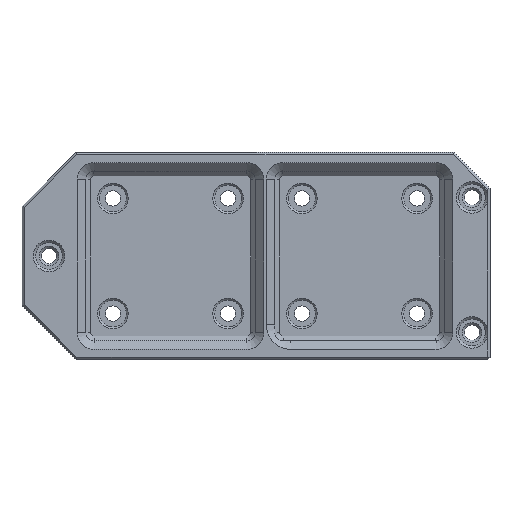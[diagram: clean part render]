
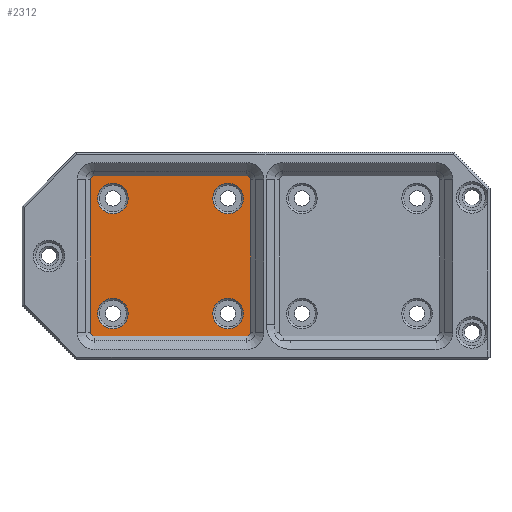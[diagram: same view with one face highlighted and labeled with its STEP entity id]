
A CAD part, top view. The second image highlights one B-rep face of the part: STEP entity #2312.
In plain terms, the highlighted planar face has unit normal (0, 0, 1).
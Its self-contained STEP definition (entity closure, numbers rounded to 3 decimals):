
#73=FACE_BOUND('',#373,.T.);
#74=FACE_BOUND('',#374,.T.);
#75=FACE_BOUND('',#375,.T.);
#76=FACE_BOUND('',#376,.T.);
#118=PLANE('',#2514);
#205=FACE_OUTER_BOUND('',#372,.T.);
#372=EDGE_LOOP('',(#1769,#1770,#1771,#1772,#1773,#1774,#1775,#1776));
#373=EDGE_LOOP('',(#1777));
#374=EDGE_LOOP('',(#1778));
#375=EDGE_LOOP('',(#1779));
#376=EDGE_LOOP('',(#1780));
#575=LINE('',#3685,#788);
#576=LINE('',#3689,#789);
#577=LINE('',#3693,#790);
#578=LINE('',#3697,#791);
#788=VECTOR('',#2942,10.);
#789=VECTOR('',#2945,10.);
#790=VECTOR('',#2948,10.);
#791=VECTOR('',#2951,10.);
#959=CIRCLE('',#2512,3.4);
#961=CIRCLE('',#2515,0.8);
#962=CIRCLE('',#2516,0.8);
#963=CIRCLE('',#2517,0.8);
#964=CIRCLE('',#2518,0.8);
#965=CIRCLE('',#2519,3.4);
#966=CIRCLE('',#2520,3.4);
#967=CIRCLE('',#2521,3.4);
#1113=VERTEX_POINT('',#3677);
#1115=VERTEX_POINT('',#3683);
#1116=VERTEX_POINT('',#3684);
#1117=VERTEX_POINT('',#3686);
#1118=VERTEX_POINT('',#3688);
#1119=VERTEX_POINT('',#3690);
#1120=VERTEX_POINT('',#3692);
#1121=VERTEX_POINT('',#3694);
#1122=VERTEX_POINT('',#3696);
#1123=VERTEX_POINT('',#3699);
#1124=VERTEX_POINT('',#3701);
#1125=VERTEX_POINT('',#3703);
#1348=EDGE_CURVE('',#1113,#1113,#959,.T.);
#1351=EDGE_CURVE('',#1115,#1116,#575,.T.);
#1352=EDGE_CURVE('',#1117,#1115,#961,.T.);
#1353=EDGE_CURVE('',#1118,#1117,#576,.T.);
#1354=EDGE_CURVE('',#1119,#1118,#962,.T.);
#1355=EDGE_CURVE('',#1120,#1119,#577,.T.);
#1356=EDGE_CURVE('',#1121,#1120,#963,.T.);
#1357=EDGE_CURVE('',#1122,#1121,#578,.T.);
#1358=EDGE_CURVE('',#1116,#1122,#964,.T.);
#1359=EDGE_CURVE('',#1123,#1123,#965,.T.);
#1360=EDGE_CURVE('',#1124,#1124,#966,.T.);
#1361=EDGE_CURVE('',#1125,#1125,#967,.T.);
#1769=ORIENTED_EDGE('',*,*,#1351,.F.);
#1770=ORIENTED_EDGE('',*,*,#1352,.F.);
#1771=ORIENTED_EDGE('',*,*,#1353,.F.);
#1772=ORIENTED_EDGE('',*,*,#1354,.F.);
#1773=ORIENTED_EDGE('',*,*,#1355,.F.);
#1774=ORIENTED_EDGE('',*,*,#1356,.F.);
#1775=ORIENTED_EDGE('',*,*,#1357,.F.);
#1776=ORIENTED_EDGE('',*,*,#1358,.F.);
#1777=ORIENTED_EDGE('',*,*,#1359,.F.);
#1778=ORIENTED_EDGE('',*,*,#1360,.F.);
#1779=ORIENTED_EDGE('',*,*,#1361,.F.);
#1780=ORIENTED_EDGE('',*,*,#1348,.F.);
#2312=ADVANCED_FACE('',(#205,#73,#74,#75,#76),#118,.F.);
#2512=AXIS2_PLACEMENT_3D('',#3678,#2935,#2936);
#2514=AXIS2_PLACEMENT_3D('',#3682,#2940,#2941);
#2515=AXIS2_PLACEMENT_3D('',#3687,#2943,#2944);
#2516=AXIS2_PLACEMENT_3D('',#3691,#2946,#2947);
#2517=AXIS2_PLACEMENT_3D('',#3695,#2949,#2950);
#2518=AXIS2_PLACEMENT_3D('',#3698,#2952,#2953);
#2519=AXIS2_PLACEMENT_3D('',#3700,#2954,#2955);
#2520=AXIS2_PLACEMENT_3D('',#3702,#2956,#2957);
#2521=AXIS2_PLACEMENT_3D('',#3704,#2958,#2959);
#2935=DIRECTION('center_axis',(0.,0.,1.));
#2936=DIRECTION('ref_axis',(-1.,0.,0.));
#2940=DIRECTION('center_axis',(0.,0.,-1.));
#2941=DIRECTION('ref_axis',(-1.,0.,0.));
#2942=DIRECTION('',(1.,0.,0.));
#2943=DIRECTION('center_axis',(0.,0.,-1.));
#2944=DIRECTION('ref_axis',(0.,1.,0.));
#2945=DIRECTION('',(0.,1.,0.));
#2946=DIRECTION('center_axis',(0.,0.,-1.));
#2947=DIRECTION('ref_axis',(-1.,0.,0.));
#2948=DIRECTION('',(-1.,0.,0.));
#2949=DIRECTION('center_axis',(0.,0.,-1.));
#2950=DIRECTION('ref_axis',(0.,-1.,0.));
#2951=DIRECTION('',(0.,-1.,0.));
#2952=DIRECTION('center_axis',(0.,0.,-1.));
#2953=DIRECTION('ref_axis',(1.,0.,0.));
#2954=DIRECTION('center_axis',(0.,0.,1.));
#2955=DIRECTION('ref_axis',(-1.,0.,0.));
#2956=DIRECTION('center_axis',(0.,0.,1.));
#2957=DIRECTION('ref_axis',(-1.,0.,0.));
#2958=DIRECTION('center_axis',(0.,0.,1.));
#2959=DIRECTION('ref_axis',(-1.,0.,0.));
#3677=CARTESIAN_POINT('',(11.6,10.2,5.25));
#3678=CARTESIAN_POINT('Origin',(8.2,10.2,5.25));
#3682=CARTESIAN_POINT('Origin',(21.,23.,5.25));
#3683=CARTESIAN_POINT('',(4.,40.8,5.25));
#3684=CARTESIAN_POINT('',(38.,40.8,5.25));
#3685=CARTESIAN_POINT('',(12.5,40.8,5.25));
#3686=CARTESIAN_POINT('',(3.2,40.,5.25));
#3687=CARTESIAN_POINT('Origin',(4.,40.,5.25));
#3688=CARTESIAN_POINT('',(3.2,6.,5.25));
#3689=CARTESIAN_POINT('',(3.2,14.5,5.25));
#3690=CARTESIAN_POINT('',(4.,5.2,5.25));
#3691=CARTESIAN_POINT('Origin',(4.,6.,5.25));
#3692=CARTESIAN_POINT('',(38.,5.2,5.25));
#3693=CARTESIAN_POINT('',(29.5,5.2,5.25));
#3694=CARTESIAN_POINT('',(38.8,6.,5.25));
#3695=CARTESIAN_POINT('Origin',(38.,6.,5.25));
#3696=CARTESIAN_POINT('',(38.8,40.,5.25));
#3697=CARTESIAN_POINT('',(38.8,31.5,5.25));
#3698=CARTESIAN_POINT('Origin',(38.,40.,5.25));
#3699=CARTESIAN_POINT('',(11.6,35.8,5.25));
#3700=CARTESIAN_POINT('Origin',(8.2,35.8,5.25));
#3701=CARTESIAN_POINT('',(37.2,10.2,5.25));
#3702=CARTESIAN_POINT('Origin',(33.8,10.2,5.25));
#3703=CARTESIAN_POINT('',(37.2,35.8,5.25));
#3704=CARTESIAN_POINT('Origin',(33.8,35.8,5.25));
